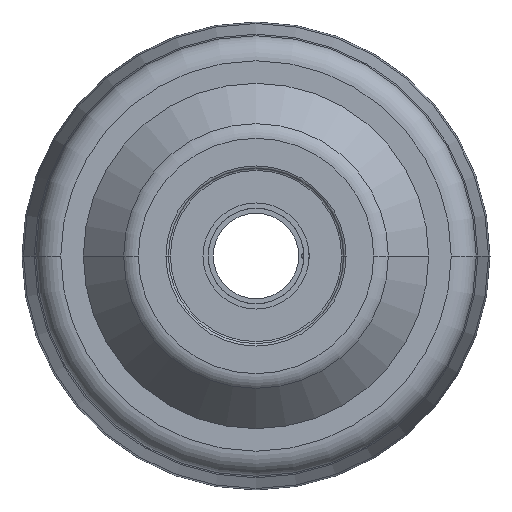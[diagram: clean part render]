
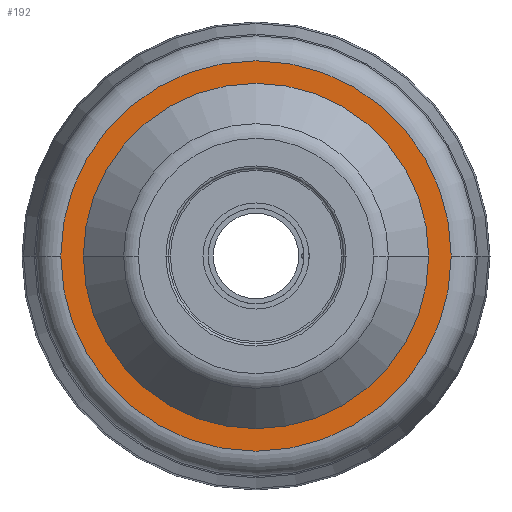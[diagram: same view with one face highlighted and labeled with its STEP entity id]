
A CAD part, left-side view. The second image highlights one B-rep face of the part: STEP entity #192.
In plain terms, the highlighted planar face has unit normal (-1, 0, 0).
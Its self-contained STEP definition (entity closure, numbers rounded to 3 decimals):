
#30 = CIRCLE ( 'NONE', #1595, 34.5 ) ;
#127 = DIRECTION ( 'NONE',  ( 0., -1., 0. ) ) ;
#129 = VERTEX_POINT ( 'NONE', #1772 ) ;
#162 = EDGE_CURVE ( 'NONE', #129, #923, #30, .T. ) ;
#164 = CARTESIAN_POINT ( 'NONE',  ( -92., 44., 0. ) ) ;
#192 = ADVANCED_FACE ( 'NONE', ( #1089, #1976 ), #203, .T. ) ;
#203 = PLANE ( 'NONE',  #1488 ) ;
#245 = EDGE_CURVE ( 'NONE', #2120, #1605, #2199, .T. ) ;
#292 = ORIENTED_EDGE ( 'NONE', *, *, #1720, .T. ) ;
#356 = ORIENTED_EDGE ( 'NONE', *, *, #162, .T. ) ;
#397 = CARTESIAN_POINT ( 'NONE',  ( -92., 0., 0. ) ) ;
#501 = DIRECTION ( 'NONE',  ( 0., 1., 0. ) ) ;
#583 = DIRECTION ( 'NONE',  ( 1., 0., 0. ) ) ;
#616 = CARTESIAN_POINT ( 'NONE',  ( -92., 0., 0. ) ) ;
#677 = EDGE_LOOP ( 'NONE', ( #1652, #1026 ) ) ;
#805 = DIRECTION ( 'NONE',  ( -1., 0., 0. ) ) ;
#807 = DIRECTION ( 'NONE',  ( -1., 0., 0. ) ) ;
#816 = EDGE_CURVE ( 'NONE', #1605, #2120, #1403, .T. ) ;
#923 = VERTEX_POINT ( 'NONE', #1027 ) ;
#987 = CARTESIAN_POINT ( 'NONE',  ( -92., 0., 0. ) ) ;
#1026 = ORIENTED_EDGE ( 'NONE', *, *, #816, .T. ) ;
#1027 = CARTESIAN_POINT ( 'NONE',  ( -92., -34.5, 0. ) ) ;
#1089 = FACE_OUTER_BOUND ( 'NONE', #677, .T. ) ;
#1181 = CARTESIAN_POINT ( 'NONE',  ( -92., 39., 0. ) ) ;
#1287 = DIRECTION ( 'NONE',  ( 0., 1., 0. ) ) ;
#1400 = DIRECTION ( 'NONE',  ( 1., 0., 0. ) ) ;
#1403 = CIRCLE ( 'NONE', #1962, 39. ) ;
#1488 = AXIS2_PLACEMENT_3D ( 'NONE', #164, #1949, #2308 ) ;
#1493 = EDGE_LOOP ( 'NONE', ( #356, #292 ) ) ;
#1559 = AXIS2_PLACEMENT_3D ( 'NONE', #987, #807, #127 ) ;
#1595 = AXIS2_PLACEMENT_3D ( 'NONE', #397, #583, #1287 ) ;
#1605 = VERTEX_POINT ( 'NONE', #1181 ) ;
#1652 = ORIENTED_EDGE ( 'NONE', *, *, #245, .T. ) ;
#1711 = CARTESIAN_POINT ( 'NONE',  ( -92., -39., 0. ) ) ;
#1720 = EDGE_CURVE ( 'NONE', #923, #129, #2039, .T. ) ;
#1772 = CARTESIAN_POINT ( 'NONE',  ( -92., 34.5, 0. ) ) ;
#1885 = CARTESIAN_POINT ( 'NONE',  ( -92., 0., 0. ) ) ;
#1949 = DIRECTION ( 'NONE',  ( -1., 0., 0. ) ) ;
#1962 = AXIS2_PLACEMENT_3D ( 'NONE', #616, #805, #2056 ) ;
#1976 = FACE_BOUND ( 'NONE', #1493, .T. ) ;
#2039 = CIRCLE ( 'NONE', #2190, 34.5 ) ;
#2056 = DIRECTION ( 'NONE',  ( 0., -1., 0. ) ) ;
#2120 = VERTEX_POINT ( 'NONE', #1711 ) ;
#2190 = AXIS2_PLACEMENT_3D ( 'NONE', #1885, #1400, #501 ) ;
#2199 = CIRCLE ( 'NONE', #1559, 39. ) ;
#2308 = DIRECTION ( 'NONE',  ( 0., -1., 0. ) ) ;
